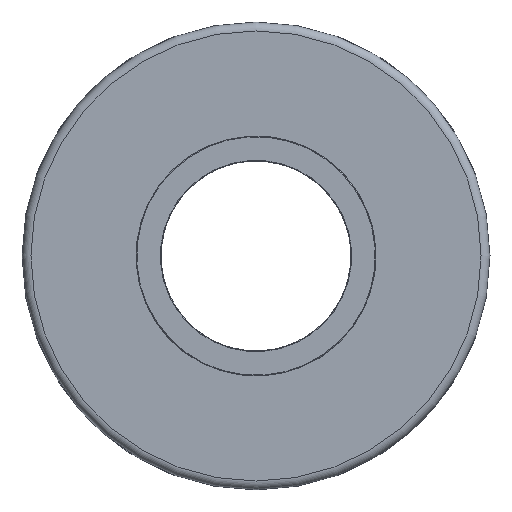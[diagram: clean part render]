
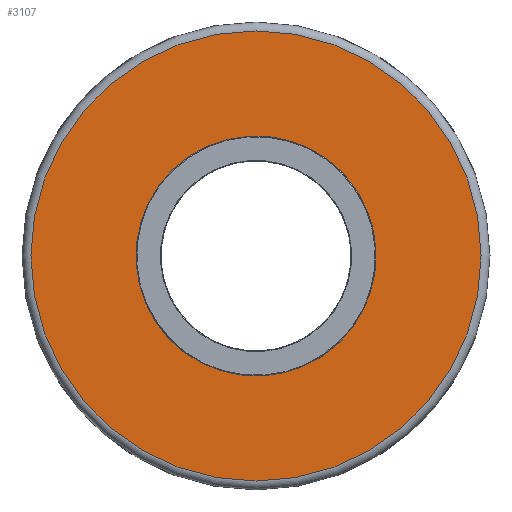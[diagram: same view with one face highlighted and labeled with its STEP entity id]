
A CAD part, left-side view. The second image highlights one B-rep face of the part: STEP entity #3107.
In plain terms, the highlighted planar face has unit normal (-1, 0, 0).
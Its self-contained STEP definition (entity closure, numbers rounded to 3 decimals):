
#94=PLANE('',#3582);
#161=FACE_BOUND('',#453,.T.);
#302=FACE_OUTER_BOUND('',#452,.T.);
#452=EDGE_LOOP('',(#2703,#2704));
#453=EDGE_LOOP('',(#2705,#2706));
#751=CIRCLE('',#3505,41.);
#752=CIRCLE('',#3506,41.);
#791=CIRCLE('',#3576,76.944);
#792=CIRCLE('',#3577,76.944);
#1267=VERTEX_POINT('',#5687);
#1268=VERTEX_POINT('',#5689);
#1307=VERTEX_POINT('',#5875);
#1308=VERTEX_POINT('',#5877);
#1714=EDGE_CURVE('',#1267,#1268,#751,.T.);
#1715=EDGE_CURVE('',#1268,#1267,#752,.T.);
#1780=EDGE_CURVE('',#1307,#1308,#791,.T.);
#1781=EDGE_CURVE('',#1308,#1307,#792,.T.);
#2703=ORIENTED_EDGE('',*,*,#1781,.F.);
#2704=ORIENTED_EDGE('',*,*,#1780,.F.);
#2705=ORIENTED_EDGE('',*,*,#1715,.F.);
#2706=ORIENTED_EDGE('',*,*,#1714,.F.);
#3107=ADVANCED_FACE('',(#302,#161),#94,.T.);
#3505=AXIS2_PLACEMENT_3D('',#5690,#4418,#4419);
#3506=AXIS2_PLACEMENT_3D('',#5691,#4420,#4421);
#3576=AXIS2_PLACEMENT_3D('',#5878,#4583,#4584);
#3577=AXIS2_PLACEMENT_3D('',#5879,#4585,#4586);
#3582=AXIS2_PLACEMENT_3D('',#5913,#4595,#4596);
#4418=DIRECTION('center_axis',(-1.,0.,0.));
#4419=DIRECTION('ref_axis',(0.,0.,-1.));
#4420=DIRECTION('center_axis',(-1.,0.,0.));
#4421=DIRECTION('ref_axis',(0.,0.,-1.));
#4583=DIRECTION('center_axis',(1.,0.,0.));
#4584=DIRECTION('ref_axis',(0.,-1.,0.));
#4585=DIRECTION('center_axis',(1.,0.,0.));
#4586=DIRECTION('ref_axis',(0.,-1.,0.));
#4595=DIRECTION('center_axis',(-1.,0.,0.));
#4596=DIRECTION('ref_axis',(0.,0.,1.));
#5687=CARTESIAN_POINT('',(-36.5,2.904,40.897));
#5689=CARTESIAN_POINT('',(-36.5,0.,41.));
#5690=CARTESIAN_POINT('Origin',(-36.5,0.,0.));
#5691=CARTESIAN_POINT('Origin',(-36.5,0.,0.));
#5875=CARTESIAN_POINT('',(-36.5,0.,76.944));
#5877=CARTESIAN_POINT('',(-36.5,76.944,0.));
#5878=CARTESIAN_POINT('Origin',(-36.5,0.,0.));
#5879=CARTESIAN_POINT('Origin',(-36.5,0.,0.));
#5913=CARTESIAN_POINT('Origin',(-36.5,79.933,0.));
